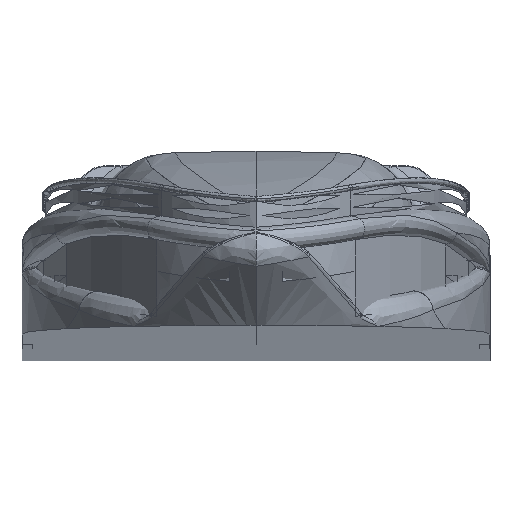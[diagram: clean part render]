
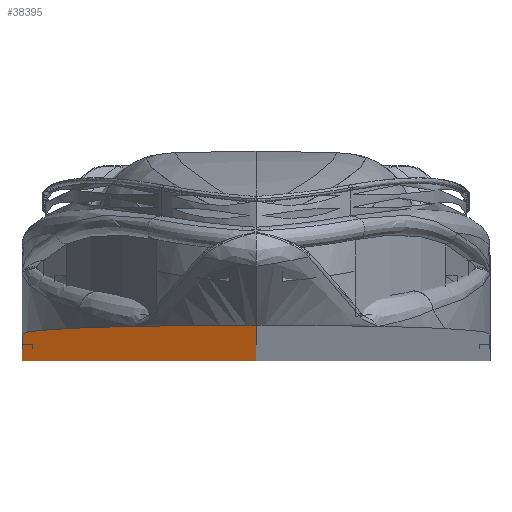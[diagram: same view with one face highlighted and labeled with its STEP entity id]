
A CAD part, left-side view. The second image highlights one B-rep face of the part: STEP entity #38395.
In plain terms, the highlighted free-form (B-spline) face has degree [1, 1] with [2, 2] control points.
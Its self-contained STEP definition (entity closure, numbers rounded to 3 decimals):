
#38395 = ADVANCED_FACE('',(#38396),#38511,.F.);
#38396 = FACE_BOUND('',#38397,.T.);
#38397 = EDGE_LOOP('',(#38398,#38407,#38414,#38421,#38468,#38484,#38491,
    #38498,#38505));
#38398 = ORIENTED_EDGE('',*,*,#38399,.T.);
#38399 = EDGE_CURVE('',#38400,#38402,#38404,.T.);
#38400 = VERTEX_POINT('',#38401);
#38401 = CARTESIAN_POINT('',(3200.918,368.002,
    -203.761));
#38402 = VERTEX_POINT('',#38403);
#38403 = CARTESIAN_POINT('',(3200.918,0.,
    -203.761));
#38404 = B_SPLINE_CURVE_WITH_KNOTS('',1,(#38405,#38406),.UNSPECIFIED.,
  .F.,.F.,(2,2),(-249.946,0.),
  .PIECEWISE_BEZIER_KNOTS.);
#38405 = CARTESIAN_POINT('',(3200.918,368.002,
    -203.761));
#38406 = CARTESIAN_POINT('',(3200.918,0.,
    -203.761));
#38407 = ORIENTED_EDGE('',*,*,#38408,.F.);
#38408 = EDGE_CURVE('',#38409,#38402,#38411,.T.);
#38409 = VERTEX_POINT('',#38410);
#38410 = CARTESIAN_POINT('',(127.459,0.,-147.483));
#38411 = B_SPLINE_CURVE_WITH_KNOTS('',1,(#38412,#38413),.UNSPECIFIED.,
  .F.,.F.,(2,2),(0.,2087.832),.PIECEWISE_BEZIER_KNOTS.);
#38412 = CARTESIAN_POINT('',(127.459,0.,-147.483));
#38413 = CARTESIAN_POINT('',(3200.918,0.,-203.761));
#38414 = ORIENTED_EDGE('',*,*,#38415,.F.);
#38415 = EDGE_CURVE('',#38416,#38409,#38418,.T.);
#38416 = VERTEX_POINT('',#38417);
#38417 = CARTESIAN_POINT('',(127.459,0.779,
    -147.483));
#38418 = B_SPLINE_CURVE_WITH_KNOTS('',1,(#38419,#38420),.UNSPECIFIED.,
  .F.,.F.,(2,2),(-0.529,0.),.PIECEWISE_BEZIER_KNOTS.);
#38419 = CARTESIAN_POINT('',(127.459,0.779,
    -147.483));
#38420 = CARTESIAN_POINT('',(127.459,0.,-147.483));
#38421 = ORIENTED_EDGE('',*,*,#38422,.F.);
#38422 = EDGE_CURVE('',#38423,#38416,#38425,.T.);
#38423 = VERTEX_POINT('',#38424);
#38424 = CARTESIAN_POINT('',(415.455,297.101,
    -152.757));
#38425 = B_SPLINE_CURVE_WITH_KNOTS('',3,(#38426,#38427,#38428,#38429,
    #38430,#38431,#38432,#38433,#38434,#38435,#38436,#38437,#38438,
    #38439,#38440,#38441,#38442,#38443,#38444,#38445,#38446,#38447,
    #38448,#38449,#38450,#38451,#38452,#38453,#38454,#38455,#38456,
    #38457,#38458,#38459,#38460,#38461,#38462,#38463,#38464,#38465,
    #38466,#38467),.UNSPECIFIED.,.F.,.F.,(4,2,2,2,2,2,2,2,2,2,2,2,2,2,2,
    2,2,2,2,2,4),(0.,0.037,0.074,
    0.092,0.101,0.11,0.129,
    0.147,0.166,0.184,0.193,
    0.198,0.202,0.221,0.239,
    0.249,0.253,0.258,0.276,
    0.285,0.295),.UNSPECIFIED.);
#38426 = CARTESIAN_POINT('',(415.455,297.101,
    -152.757));
#38427 = CARTESIAN_POINT('',(398.02,291.532,
    -152.437));
#38428 = CARTESIAN_POINT('',(381.052,285.045,
    -152.127));
#38429 = CARTESIAN_POINT('',(347.992,270.345,
    -151.521));
#38430 = CARTESIAN_POINT('',(331.9,262.132,
    -151.227));
#38431 = CARTESIAN_POINT('',(308.422,248.518,
    -150.797));
#38432 = CARTESIAN_POINT('',(300.706,243.764,
    -150.655));
#38433 = CARTESIAN_POINT('',(289.302,236.298,
    -150.447));
#38434 = CARTESIAN_POINT('',(285.528,233.753,
    -150.377));
#38435 = CARTESIAN_POINT('',(278.04,228.551,
    -150.24));
#38436 = CARTESIAN_POINT('',(274.321,225.891,
    -150.172));
#38437 = CARTESIAN_POINT('',(263.275,217.75,
    -149.97));
#38438 = CARTESIAN_POINT('',(256.094,212.139,
    -149.838));
#38439 = CARTESIAN_POINT('',(242.104,200.542,
    -149.582));
#38440 = CARTESIAN_POINT('',(235.294,194.556,
    -149.458));
#38441 = CARTESIAN_POINT('',(222.06,182.197,
    -149.215));
#38442 = CARTESIAN_POINT('',(215.636,175.824,
    -149.098));
#38443 = CARTESIAN_POINT('',(203.196,162.665,
    -148.87));
#38444 = CARTESIAN_POINT('',(197.181,155.88,
    -148.76));
#38445 = CARTESIAN_POINT('',(188.496,145.361,
    -148.601));
#38446 = CARTESIAN_POINT('',(185.658,141.798,
    -148.549));
#38447 = CARTESIAN_POINT('',(181.49,136.363,
    -148.472));
#38448 = CARTESIAN_POINT('',(180.116,134.537,
    -148.447));
#38449 = CARTESIAN_POINT('',(177.398,130.852,
    -148.397));
#38450 = CARTESIAN_POINT('',(176.054,128.992,
    -148.373));
#38451 = CARTESIAN_POINT('',(169.429,119.635,
    -148.252));
#38452 = CARTESIAN_POINT('',(164.445,111.977,
    -148.16));
#38453 = CARTESIAN_POINT('',(155.187,96.275,
    -147.991));
#38454 = CARTESIAN_POINT('',(150.911,88.231,
    -147.912));
#38455 = CARTESIAN_POINT('',(145.122,75.824,
    -147.806));
#38456 = CARTESIAN_POINT('',(143.297,71.631,
    -147.773));
#38457 = CARTESIAN_POINT('',(140.734,65.246,
    -147.726));
#38458 = CARTESIAN_POINT('',(139.907,63.099,
    -147.711));
#38459 = CARTESIAN_POINT('',(138.322,58.785,
    -147.682));
#38460 = CARTESIAN_POINT('',(137.564,56.622,
    -147.668));
#38461 = CARTESIAN_POINT('',(133.954,45.767,
    -147.602));
#38462 = CARTESIAN_POINT('',(131.635,36.971,
    -147.559));
#38463 = CARTESIAN_POINT('',(129.202,23.57,
    -147.515));
#38464 = CARTESIAN_POINT('',(128.566,19.069,
    -147.503));
#38465 = CARTESIAN_POINT('',(127.695,9.987,
    -147.487));
#38466 = CARTESIAN_POINT('',(127.459,5.406,
    -147.483));
#38467 = CARTESIAN_POINT('',(127.459,0.779,
    -147.483));
#38468 = ORIENTED_EDGE('',*,*,#38469,.F.);
#38469 = EDGE_CURVE('',#38470,#38423,#38472,.T.);
#38470 = VERTEX_POINT('',#38471);
#38471 = CARTESIAN_POINT('',(865.875,368.082,
    -161.004));
#38472 = B_SPLINE_CURVE_WITH_KNOTS('',2,(#38473,#38474,#38475,#38476,
    #38477,#38478,#38479,#38480,#38481,#38482,#38483),.UNSPECIFIED.,.F.,
  .F.,(3,2,2,2,2,3),(0.,0.125,0.25,0.375,0.5,0.595),
  .UNSPECIFIED.);
#38473 = CARTESIAN_POINT('',(865.875,368.082,
    -161.004));
#38474 = CARTESIAN_POINT('',(817.785,368.082,
    -160.124));
#38475 = CARTESIAN_POINT('',(769.707,364.886,
    -159.243));
#38476 = CARTESIAN_POINT('',(721.8,361.701,
    -158.366));
#38477 = CARTESIAN_POINT('',(674.073,355.353,
    -157.492));
#38478 = CARTESIAN_POINT('',(626.418,349.015,
    -156.619));
#38479 = CARTESIAN_POINT('',(579.077,339.54,
    -155.753));
#38480 = CARTESIAN_POINT('',(532.088,330.136,
    -154.892));
#38481 = CARTESIAN_POINT('',(485.471,317.652,
    -154.039));
#38482 = CARTESIAN_POINT('',(450.388,308.258,
    -153.396));
#38483 = CARTESIAN_POINT('',(415.455,297.101,
    -152.757));
#38484 = ORIENTED_EDGE('',*,*,#38485,.T.);
#38485 = EDGE_CURVE('',#38470,#38486,#38488,.T.);
#38486 = VERTEX_POINT('',#38487);
#38487 = CARTESIAN_POINT('',(998.532,368.082,
    -163.433));
#38488 = B_SPLINE_CURVE_WITH_KNOTS('',1,(#38489,#38490),.UNSPECIFIED.,
  .F.,.F.,(2,2),(-542.302,-452.187),
  .PIECEWISE_BEZIER_KNOTS.);
#38489 = CARTESIAN_POINT('',(865.875,368.082,
    -161.004));
#38490 = CARTESIAN_POINT('',(998.532,368.082,
    -163.433));
#38491 = ORIENTED_EDGE('',*,*,#38492,.T.);
#38492 = EDGE_CURVE('',#38486,#38493,#38495,.T.);
#38493 = VERTEX_POINT('',#38494);
#38494 = CARTESIAN_POINT('',(1792.709,368.082,
    -177.976));
#38495 = B_SPLINE_CURVE_WITH_KNOTS('',1,(#38496,#38497),.UNSPECIFIED.,
  .F.,.F.,(2,2),(-452.187,87.305),
  .PIECEWISE_BEZIER_KNOTS.);
#38496 = CARTESIAN_POINT('',(998.532,368.082,
    -163.433));
#38497 = CARTESIAN_POINT('',(1792.709,368.082,
    -177.976));
#38498 = ORIENTED_EDGE('',*,*,#38499,.T.);
#38499 = EDGE_CURVE('',#38493,#38500,#38502,.T.);
#38500 = VERTEX_POINT('',#38501);
#38501 = CARTESIAN_POINT('',(3182.652,368.082,
    -203.427));
#38502 = B_SPLINE_CURVE_WITH_KNOTS('',1,(#38503,#38504),.UNSPECIFIED.,
  .F.,.F.,(2,2),(87.305,1031.507),
  .PIECEWISE_BEZIER_KNOTS.);
#38503 = CARTESIAN_POINT('',(1792.709,368.082,
    -177.976));
#38504 = CARTESIAN_POINT('',(3182.652,368.082,
    -203.427));
#38505 = ORIENTED_EDGE('',*,*,#38506,.F.);
#38506 = EDGE_CURVE('',#38400,#38500,#38507,.T.);
#38507 = B_SPLINE_CURVE_WITH_KNOTS('',2,(#38508,#38509,#38510),
  .UNSPECIFIED.,.F.,.F.,(3,3),(0.,1.),.PIECEWISE_BEZIER_KNOTS.);
#38508 = CARTESIAN_POINT('',(3200.918,368.002,
    -203.761));
#38509 = CARTESIAN_POINT('',(3190.438,368.082,
    -203.569));
#38510 = CARTESIAN_POINT('',(3182.652,368.082,
    -203.427));
#38511 = B_SPLINE_SURFACE_WITH_KNOTS('',1,1,(
    (#38512,#38513)
    ,(#38514,#38515
    )),.UNSPECIFIED.,.F.,.F.,.F.,(2,2),(2,2),(0.,
    2087.832),(0.,250.),.PIECEWISE_BEZIER_KNOTS.);
#38512 = CARTESIAN_POINT('',(127.459,0.,-147.483));
#38513 = CARTESIAN_POINT('',(127.459,368.082,
    -147.483));
#38514 = CARTESIAN_POINT('',(3200.918,0.,-203.761));
#38515 = CARTESIAN_POINT('',(3200.918,368.082,
    -203.761));
